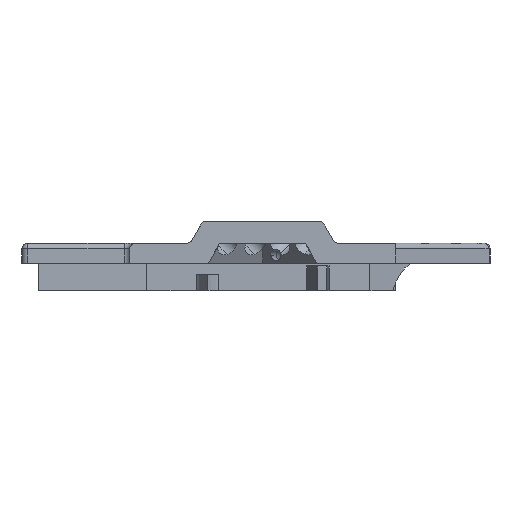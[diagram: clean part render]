
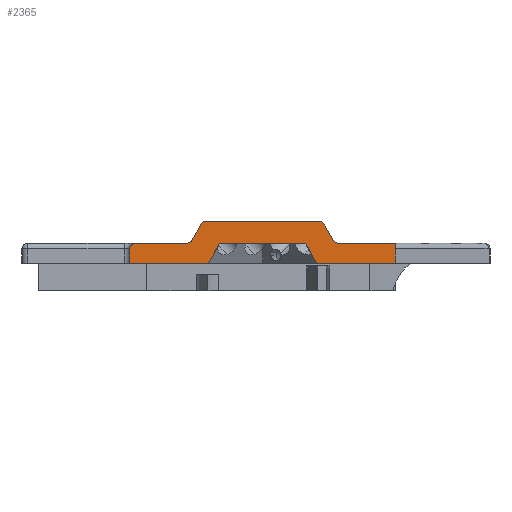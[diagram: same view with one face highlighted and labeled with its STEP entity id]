
A CAD part, front view. The second image highlights one B-rep face of the part: STEP entity #2365.
In plain terms, the highlighted planar face has unit normal (0, -1, 0).
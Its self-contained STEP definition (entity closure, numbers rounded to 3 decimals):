
#37 = CARTESIAN_POINT ( 'NONE',  ( 16.221, 6., 3.5 ) ) ;
#45 = CARTESIAN_POINT ( 'NONE',  ( 10.334, 6., 4.6 ) ) ;
#87 = ORIENTED_EDGE ( 'NONE', *, *, #5214, .F. ) ;
#88 = VECTOR ( 'NONE', #5712, 1000. ) ;
#110 = PLANE ( 'NONE',  #4754 ) ;
#346 = VECTOR ( 'NONE', #2999, 1000. ) ;
#383 = CARTESIAN_POINT ( 'NONE',  ( 0., 6., 3.6 ) ) ;
#396 = CARTESIAN_POINT ( 'NONE',  ( 34.238, 6., 6.6 ) ) ;
#441 = CARTESIAN_POINT ( 'NONE',  ( 24.218, 6., 17.351 ) ) ;
#463 = CARTESIAN_POINT ( 'NONE',  ( 34.238, 6., 7.6 ) ) ;
#472 = CARTESIAN_POINT ( 'NONE',  ( 48.036, 6., 0. ) ) ;
#480 = ORIENTED_EDGE ( 'NONE', *, *, #4870, .T. ) ;
#563 = DIRECTION ( 'NONE',  ( 0.5, 0., 0.866 ) ) ;
#604 = EDGE_CURVE ( 'NONE', #8002, #1812, #5308, .T. ) ;
#620 = FACE_OUTER_BOUND ( 'NONE', #4350, .T. ) ;
#755 = ORIENTED_EDGE ( 'NONE', *, *, #6575, .T. ) ;
#804 = VECTOR ( 'NONE', #7038, 1000. ) ;
#835 = ORIENTED_EDGE ( 'NONE', *, *, #5121, .T. ) ;
#899 = EDGE_CURVE ( 'NONE', #2161, #3062, #7011, .T. ) ;
#941 = VERTEX_POINT ( 'NONE', #7392 ) ;
#1008 = VECTOR ( 'NONE', #1454, 1000. ) ;
#1152 = CARTESIAN_POINT ( 'NONE',  ( 35.827, 6., -3.449 ) ) ;
#1210 = LINE ( 'NONE', #3021, #2971 ) ;
#1435 = CARTESIAN_POINT ( 'NONE',  ( 48.036, 6., 3.6 ) ) ;
#1454 = DIRECTION ( 'NONE',  ( 1., 0., 0. ) ) ;
#1494 = DIRECTION ( 'NONE',  ( 0., -1., 0. ) ) ;
#1507 = CARTESIAN_POINT ( 'NONE',  ( 37.702, 6., 4.6 ) ) ;
#1619 = CARTESIAN_POINT ( 'NONE',  ( 34.815, 6., 7.6 ) ) ;
#1812 = VERTEX_POINT ( 'NONE', #5050 ) ;
#1823 = ORIENTED_EDGE ( 'NONE', *, *, #3743, .T. ) ;
#1843 = VERTEX_POINT ( 'NONE', #472 ) ;
#1845 = DIRECTION ( 'NONE',  ( 1., 0., 0. ) ) ;
#1858 = CIRCLE ( 'NONE', #5611, 1. ) ;
#1965 = CARTESIAN_POINT ( 'NONE',  ( 48.036, 6., 3.6 ) ) ;
#1997 = AXIS2_PLACEMENT_3D ( 'NONE', #396, #4358, #5757 ) ;
#2062 = EDGE_CURVE ( 'NONE', #8002, #941, #4601, .T. ) ;
#2098 = LINE ( 'NONE', #6843, #5320 ) ;
#2110 = EDGE_CURVE ( 'NONE', #941, #5751, #6312, .T. ) ;
#2161 = VERTEX_POINT ( 'NONE', #5485 ) ;
#2227 = ORIENTED_EDGE ( 'NONE', *, *, #3905, .T. ) ;
#2281 = LINE ( 'NONE', #4933, #3231 ) ;
#2365 = ADVANCED_FACE ( 'NONE', ( #620 ), #110, .F. ) ;
#2495 = ORIENTED_EDGE ( 'NONE', *, *, #7151, .T. ) ;
#2717 = CARTESIAN_POINT ( 'NONE',  ( 37.702, 6., 3.6 ) ) ;
#2775 = LINE ( 'NONE', #4162, #4642 ) ;
#2776 = DIRECTION ( 'NONE',  ( -0.5, 0., 0.866 ) ) ;
#2971 = VECTOR ( 'NONE', #1845, 1000. ) ;
#2991 = CARTESIAN_POINT ( 'NONE',  ( 13.798, 6., 6.6 ) ) ;
#2999 = DIRECTION ( 'NONE',  ( 0., 0., -1. ) ) ;
#3021 = CARTESIAN_POINT ( 'NONE',  ( 37.124, 6., 7.6 ) ) ;
#3062 = VERTEX_POINT ( 'NONE', #6416 ) ;
#3183 = ORIENTED_EDGE ( 'NONE', *, *, #604, .F. ) ;
#3231 = VECTOR ( 'NONE', #6936, 1000. ) ;
#3262 = DIRECTION ( 'NONE',  ( -1., 0., 0. ) ) ;
#3388 = EDGE_CURVE ( 'NONE', #5751, #4761, #2098, .T. ) ;
#3463 = ORIENTED_EDGE ( 'NONE', *, *, #7006, .T. ) ;
#3518 = CIRCLE ( 'NONE', #1997, 1. ) ;
#3662 = VERTEX_POINT ( 'NONE', #2717 ) ;
#3701 = LINE ( 'NONE', #7058, #88 ) ;
#3717 = EDGE_CURVE ( 'NONE', #3863, #4482, #1210, .T. ) ;
#3743 = EDGE_CURVE ( 'NONE', #4761, #8320, #3794, .T. ) ;
#3794 = LINE ( 'NONE', #441, #4364 ) ;
#3863 = VERTEX_POINT ( 'NONE', #5230 ) ;
#3905 = EDGE_CURVE ( 'NONE', #8329, #1812, #5756, .T. ) ;
#3935 = DIRECTION ( 'NONE',  ( 0., 1., 0. ) ) ;
#4005 = DIRECTION ( 'NONE',  ( 1., 0., 0. ) ) ;
#4044 = DIRECTION ( 'NONE',  ( 0., 1., 0. ) ) ;
#4135 = ORIENTED_EDGE ( 'NONE', *, *, #2110, .T. ) ;
#4162 = CARTESIAN_POINT ( 'NONE',  ( 13.221, 6., 7.6 ) ) ;
#4232 = DIRECTION ( 'NONE',  ( -1., 0., 0. ) ) ;
#4350 = EDGE_LOOP ( 'NONE', ( #3183, #7466, #4135, #6421, #1823, #2495, #4675, #755, #87, #5413, #835, #3463, #6143, #6546, #480, #8052, #2227 ) ) ;
#4358 = DIRECTION ( 'NONE',  ( 0., -1., 0. ) ) ;
#4364 = VECTOR ( 'NONE', #563, 1000. ) ;
#4422 = CARTESIAN_POINT ( 'NONE',  ( 48.036, 6., 3.6 ) ) ;
#4482 = VERTEX_POINT ( 'NONE', #463 ) ;
#4520 = DIRECTION ( 'NONE',  ( 0.5, 0., -0.866 ) ) ;
#4601 = CIRCLE ( 'NONE', #5596, 1. ) ;
#4642 = VECTOR ( 'NONE', #7525, 1000. ) ;
#4675 = ORIENTED_EDGE ( 'NONE', *, *, #899, .T. ) ;
#4754 = AXIS2_PLACEMENT_3D ( 'NONE', #1435, #3935, #6730 ) ;
#4761 = VERTEX_POINT ( 'NONE', #5427 ) ;
#4785 = EDGE_CURVE ( 'NONE', #8273, #8329, #2775, .T. ) ;
#4819 = CARTESIAN_POINT ( 'NONE',  ( 35.104, 6., 7.1 ) ) ;
#4829 = CARTESIAN_POINT ( 'NONE',  ( 1., 6., 2.6 ) ) ;
#4870 = EDGE_CURVE ( 'NONE', #3863, #8273, #1858, .T. ) ;
#4933 = CARTESIAN_POINT ( 'NONE',  ( 48.036, 6., 3.6 ) ) ;
#4948 = VECTOR ( 'NONE', #4005, 1000. ) ;
#5050 = CARTESIAN_POINT ( 'NONE',  ( 10.334, 6., 3.6 ) ) ;
#5121 = EDGE_CURVE ( 'NONE', #3662, #6876, #7414, .T. ) ;
#5214 = EDGE_CURVE ( 'NONE', #7157, #1843, #2281, .T. ) ;
#5230 = CARTESIAN_POINT ( 'NONE',  ( 13.798, 6., 7.6 ) ) ;
#5258 = EDGE_CURVE ( 'NONE', #5928, #4482, #3518, .T. ) ;
#5284 = EDGE_CURVE ( 'NONE', #3662, #7157, #3701, .T. ) ;
#5293 = CARTESIAN_POINT ( 'NONE',  ( 36.836, 6., 4.1 ) ) ;
#5308 = LINE ( 'NONE', #1965, #1008 ) ;
#5320 = VECTOR ( 'NONE', #6150, 1000. ) ;
#5413 = ORIENTED_EDGE ( 'NONE', *, *, #5284, .F. ) ;
#5427 = CARTESIAN_POINT ( 'NONE',  ( 14.2, 6., 0. ) ) ;
#5485 = CARTESIAN_POINT ( 'NONE',  ( 31.815, 6., 3.5 ) ) ;
#5596 = AXIS2_PLACEMENT_3D ( 'NONE', #4829, #1494, #5615 ) ;
#5611 = AXIS2_PLACEMENT_3D ( 'NONE', #2991, #6302, #6385 ) ;
#5615 = DIRECTION ( 'NONE',  ( -1., 0., 0. ) ) ;
#5712 = DIRECTION ( 'NONE',  ( 1., 0., 0. ) ) ;
#5751 = VERTEX_POINT ( 'NONE', #5915 ) ;
#5756 = CIRCLE ( 'NONE', #7272, 1. ) ;
#5757 = DIRECTION ( 'NONE',  ( -1., 0., 0. ) ) ;
#5915 = CARTESIAN_POINT ( 'NONE',  ( 0., 6., 0. ) ) ;
#5928 = VERTEX_POINT ( 'NONE', #4819 ) ;
#6143 = ORIENTED_EDGE ( 'NONE', *, *, #5258, .T. ) ;
#6150 = DIRECTION ( 'NONE',  ( 1., 0., 0. ) ) ;
#6151 = DIRECTION ( 'NONE',  ( 0., 1., 0. ) ) ;
#6269 = VECTOR ( 'NONE', #4520, 1000. ) ;
#6302 = DIRECTION ( 'NONE',  ( 0., -1., 0. ) ) ;
#6306 = CARTESIAN_POINT ( 'NONE',  ( 13.911, 6., 3.5 ) ) ;
#6312 = LINE ( 'NONE', #383, #346 ) ;
#6385 = DIRECTION ( 'NONE',  ( -1., 0., 0. ) ) ;
#6416 = CARTESIAN_POINT ( 'NONE',  ( 33.836, 6., 0. ) ) ;
#6421 = ORIENTED_EDGE ( 'NONE', *, *, #3388, .T. ) ;
#6546 = ORIENTED_EDGE ( 'NONE', *, *, #3717, .F. ) ;
#6575 = EDGE_CURVE ( 'NONE', #3062, #1843, #7462, .T. ) ;
#6654 = CARTESIAN_POINT ( 'NONE',  ( 11.2, 6., 4.1 ) ) ;
#6730 = DIRECTION ( 'NONE',  ( -1., 0., 0. ) ) ;
#6843 = CARTESIAN_POINT ( 'NONE',  ( 48.036, 6., 0. ) ) ;
#6876 = VERTEX_POINT ( 'NONE', #5293 ) ;
#6936 = DIRECTION ( 'NONE',  ( 0., 0., -1. ) ) ;
#6955 = LINE ( 'NONE', #6306, #804 ) ;
#7006 = EDGE_CURVE ( 'NONE', #6876, #5928, #8174, .T. ) ;
#7011 = LINE ( 'NONE', #1152, #6269 ) ;
#7031 = VECTOR ( 'NONE', #2776, 1000. ) ;
#7038 = DIRECTION ( 'NONE',  ( 1., 0., 0. ) ) ;
#7058 = CARTESIAN_POINT ( 'NONE',  ( 48.036, 6., 3.6 ) ) ;
#7151 = EDGE_CURVE ( 'NONE', #8320, #2161, #6955, .T. ) ;
#7157 = VERTEX_POINT ( 'NONE', #4422 ) ;
#7272 = AXIS2_PLACEMENT_3D ( 'NONE', #45, #4044, #3262 ) ;
#7366 = CARTESIAN_POINT ( 'NONE',  ( 48.036, 6., 0. ) ) ;
#7392 = CARTESIAN_POINT ( 'NONE',  ( 0., 6., 2.6 ) ) ;
#7414 = CIRCLE ( 'NONE', #7969, 1. ) ;
#7462 = LINE ( 'NONE', #7366, #4948 ) ;
#7466 = ORIENTED_EDGE ( 'NONE', *, *, #2062, .T. ) ;
#7525 = DIRECTION ( 'NONE',  ( -0.5, 0., -0.866 ) ) ;
#7679 = CARTESIAN_POINT ( 'NONE',  ( 1., 6., 3.6 ) ) ;
#7969 = AXIS2_PLACEMENT_3D ( 'NONE', #1507, #6151, #4232 ) ;
#8002 = VERTEX_POINT ( 'NONE', #7679 ) ;
#8048 = CARTESIAN_POINT ( 'NONE',  ( 12.932, 6., 7.1 ) ) ;
#8052 = ORIENTED_EDGE ( 'NONE', *, *, #4785, .T. ) ;
#8174 = LINE ( 'NONE', #1619, #7031 ) ;
#8273 = VERTEX_POINT ( 'NONE', #8048 ) ;
#8320 = VERTEX_POINT ( 'NONE', #37 ) ;
#8329 = VERTEX_POINT ( 'NONE', #6654 ) ;
